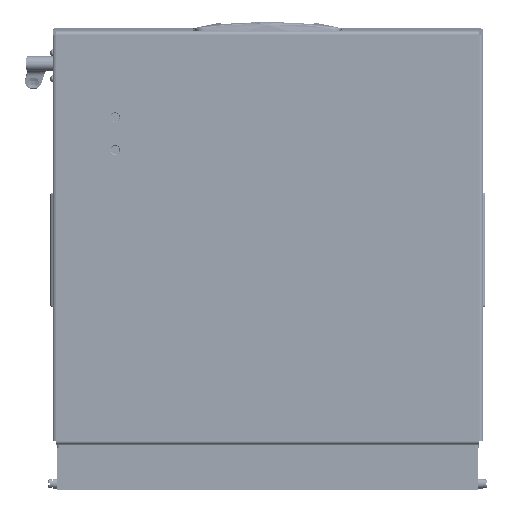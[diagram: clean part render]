
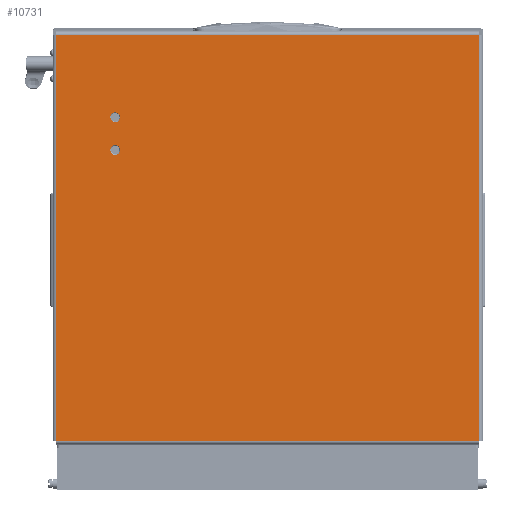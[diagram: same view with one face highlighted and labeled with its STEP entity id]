
A CAD part, front view. The second image highlights one B-rep face of the part: STEP entity #10731.
In plain terms, the highlighted face is planar.
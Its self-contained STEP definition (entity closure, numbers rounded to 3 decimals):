
#1192 = DIRECTION ( 'NONE',  ( 0., 0., -1. ) ) ;
#4556 = ORIENTED_EDGE ( 'NONE', *, *, #132293, .F. ) ;
#8081 = DIRECTION ( 'NONE',  ( 0., -1., 0. ) ) ;
#9210 = ORIENTED_EDGE ( 'NONE', *, *, #105295, .T. ) ;
#9220 = EDGE_CURVE ( 'NONE', #147102, #118483, #122708, .T. ) ;
#10645 = DIRECTION ( 'NONE',  ( 0., 0., -1. ) ) ;
#10731 = ADVANCED_FACE ( 'NONE', ( #97384, #73002, #16397 ), #144046, .T. ) ;
#12715 = DIRECTION ( 'NONE',  ( 0., 0., -1. ) ) ;
#14923 = DIRECTION ( 'NONE',  ( -1., 0., 0. ) ) ;
#16000 = EDGE_CURVE ( 'NONE', #78347, #118483, #67783, .T. ) ;
#16397 = FACE_OUTER_BOUND ( 'NONE', #48625, .T. ) ;
#16994 = VERTEX_POINT ( 'NONE', #61273 ) ;
#17634 = EDGE_CURVE ( 'NONE', #78347, #91745, #44717, .T. ) ;
#20830 = CARTESIAN_POINT ( 'NONE',  ( 436., 0., 0. ) ) ;
#22003 = EDGE_CURVE ( 'NONE', #89646, #126427, #78241, .T. ) ;
#24810 = DIRECTION ( 'NONE',  ( -1., 0., 0. ) ) ;
#26464 = AXIS2_PLACEMENT_3D ( 'NONE', #95881, #1192, #14923 ) ;
#27919 = CARTESIAN_POINT ( 'NONE',  ( 84.8, 389., 0. ) ) ;
#28593 = EDGE_LOOP ( 'NONE', ( #4556, #33380 ) ) ;
#33380 = ORIENTED_EDGE ( 'NONE', *, *, #22003, .F. ) ;
#35060 = VERTEX_POINT ( 'NONE', #138803 ) ;
#37148 = DIRECTION ( 'NONE',  ( -1., 0., 0. ) ) ;
#38714 = CARTESIAN_POINT ( 'NONE',  ( 125., 389., 0. ) ) ;
#40468 = VECTOR ( 'NONE', #78435, 1000. ) ;
#42882 = AXIS2_PLACEMENT_3D ( 'NONE', #114989, #129517, #24810 ) ;
#42917 = CARTESIAN_POINT ( 'NONE',  ( 436., 452., 0. ) ) ;
#44717 = LINE ( 'NONE', #111973, #53116 ) ;
#46989 = ORIENTED_EDGE ( 'NONE', *, *, #135293, .F. ) ;
#48625 = EDGE_LOOP ( 'NONE', ( #9210, #136978, #141416, #88722 ) ) ;
#53116 = VECTOR ( 'NONE', #8081, 1000. ) ;
#53518 = VECTOR ( 'NONE', #89026, 1000. ) ;
#57942 = CARTESIAN_POINT ( 'NONE',  ( 2., 452., 0. ) ) ;
#59365 = DIRECTION ( 'NONE',  ( 0., 0., -1. ) ) ;
#61273 = CARTESIAN_POINT ( 'NONE',  ( 130.2, 389., 0. ) ) ;
#65403 = CARTESIAN_POINT ( 'NONE',  ( 2., 0., 0. ) ) ;
#67783 = LINE ( 'NONE', #146554, #40468 ) ;
#68793 = DIRECTION ( 'NONE',  ( -1., 0., 0. ) ) ;
#71618 = DIRECTION ( 'NONE',  ( -1., 0., 0. ) ) ;
#71916 = AXIS2_PLACEMENT_3D ( 'NONE', #117371, #12715, #37148 ) ;
#73002 = FACE_BOUND ( 'NONE', #121308, .T. ) ;
#78241 = CIRCLE ( 'NONE', #87934, 5.2 ) ;
#78347 = VERTEX_POINT ( 'NONE', #42917 ) ;
#78435 = DIRECTION ( 'NONE',  ( -1., 0., 0. ) ) ;
#78684 = CARTESIAN_POINT ( 'NONE',  ( 436., 0., 0. ) ) ;
#81948 = CIRCLE ( 'NONE', #140598, 5.2 ) ;
#87934 = AXIS2_PLACEMENT_3D ( 'NONE', #115336, #10645, #150499 ) ;
#88722 = ORIENTED_EDGE ( 'NONE', *, *, #17634, .T. ) ;
#89026 = DIRECTION ( 'NONE',  ( 0., 1., 0. ) ) ;
#89646 = VERTEX_POINT ( 'NONE', #100837 ) ;
#91745 = VERTEX_POINT ( 'NONE', #20830 ) ;
#95881 = CARTESIAN_POINT ( 'NONE',  ( 0., 452., 0. ) ) ;
#97384 = FACE_BOUND ( 'NONE', #28593, .T. ) ;
#100787 = EDGE_CURVE ( 'NONE', #16994, #35060, #118495, .T. ) ;
#100837 = CARTESIAN_POINT ( 'NONE',  ( 95.2, 389., 0. ) ) ;
#103550 = ORIENTED_EDGE ( 'NONE', *, *, #100787, .F. ) ;
#105295 = EDGE_CURVE ( 'NONE', #91745, #147102, #148320, .T. ) ;
#111973 = CARTESIAN_POINT ( 'NONE',  ( 436., 452., 0. ) ) ;
#114989 = CARTESIAN_POINT ( 'NONE',  ( 125., 389., 0. ) ) ;
#115336 = CARTESIAN_POINT ( 'NONE',  ( 90., 389., 0. ) ) ;
#117371 = CARTESIAN_POINT ( 'NONE',  ( 90., 389., 0. ) ) ;
#118483 = VERTEX_POINT ( 'NONE', #57942 ) ;
#118495 = CIRCLE ( 'NONE', #42882, 5.2 ) ;
#121308 = EDGE_LOOP ( 'NONE', ( #46989, #103550 ) ) ;
#122708 = LINE ( 'NONE', #65403, #53518 ) ;
#126427 = VERTEX_POINT ( 'NONE', #27919 ) ;
#129517 = DIRECTION ( 'NONE',  ( 0., 0., -1. ) ) ;
#131604 = VECTOR ( 'NONE', #68793, 1000. ) ;
#132293 = EDGE_CURVE ( 'NONE', #126427, #89646, #142620, .T. ) ;
#135293 = EDGE_CURVE ( 'NONE', #35060, #16994, #81948, .T. ) ;
#136978 = ORIENTED_EDGE ( 'NONE', *, *, #9220, .T. ) ;
#138803 = CARTESIAN_POINT ( 'NONE',  ( 119.8, 389., 0. ) ) ;
#140598 = AXIS2_PLACEMENT_3D ( 'NONE', #38714, #59365, #71618 ) ;
#141416 = ORIENTED_EDGE ( 'NONE', *, *, #16000, .F. ) ;
#142620 = CIRCLE ( 'NONE', #71916, 5.2 ) ;
#144046 = PLANE ( 'NONE',  #26464 ) ;
#145950 = CARTESIAN_POINT ( 'NONE',  ( 2., 0., 0. ) ) ;
#146554 = CARTESIAN_POINT ( 'NONE',  ( 0., 452., 0. ) ) ;
#147102 = VERTEX_POINT ( 'NONE', #145950 ) ;
#148320 = LINE ( 'NONE', #78684, #131604 ) ;
#150499 = DIRECTION ( 'NONE',  ( -1., 0., 0. ) ) ;
